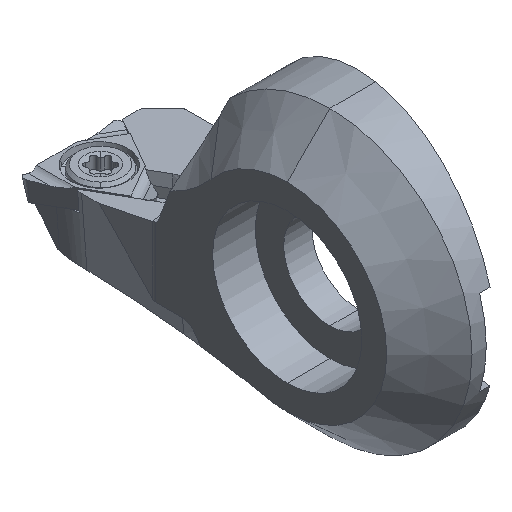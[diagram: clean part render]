
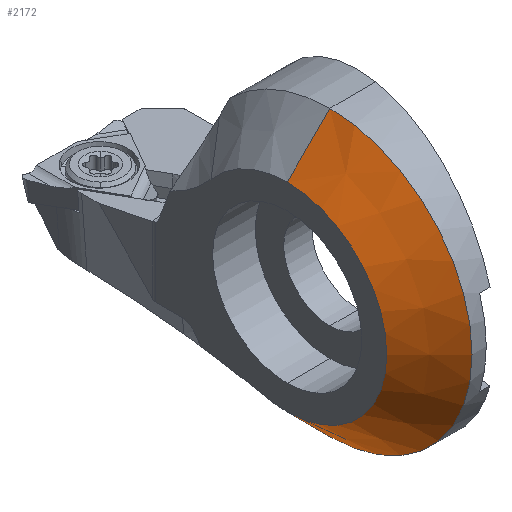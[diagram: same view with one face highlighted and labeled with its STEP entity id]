
A CAD part, isometric view. The second image highlights one B-rep face of the part: STEP entity #2172.
In plain terms, the highlighted conical face has half-angle 45 degrees and reference radius 10 mm.
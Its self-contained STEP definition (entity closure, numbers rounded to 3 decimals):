
#58 = AXIS2_PLACEMENT_3D ( 'NONE', #330, #973, #3806 ) ;
#95 = ORIENTED_EDGE ( 'NONE', *, *, #1943, .T. ) ;
#260 = CIRCLE ( 'NONE', #58, 10. ) ;
#271 = CIRCLE ( 'NONE', #2602, 7. ) ;
#330 = CARTESIAN_POINT ( 'NONE',  ( -2., 0., 0. ) ) ;
#387 = CONICAL_SURFACE ( 'NONE', #1490, 10., 0.785 ) ;
#425 = CARTESIAN_POINT ( 'NONE',  ( -2., 0., 0. ) ) ;
#433 = CARTESIAN_POINT ( 'NONE',  ( -5., 0., 7. ) ) ;
#467 = DIRECTION ( 'NONE',  ( 0., 0., -1. ) ) ;
#484 = EDGE_CURVE ( 'NONE', #1324, #1978, #720, .T. ) ;
#720 = LINE ( 'NONE', #3482, #3409 ) ;
#950 = ORIENTED_EDGE ( 'NONE', *, *, #484, .F. ) ;
#973 = DIRECTION ( 'NONE',  ( -1., 0., 0. ) ) ;
#1046 = VERTEX_POINT ( 'NONE', #3903 ) ;
#1235 = CARTESIAN_POINT ( 'NONE',  ( -2., 0., 10. ) ) ;
#1324 = VERTEX_POINT ( 'NONE', #433 ) ;
#1332 = DIRECTION ( 'NONE',  ( 1., 0., 0. ) ) ;
#1384 = CARTESIAN_POINT ( 'NONE',  ( -2., 0., -10. ) ) ;
#1490 = AXIS2_PLACEMENT_3D ( 'NONE', #425, #1332, #467 ) ;
#1573 = DIRECTION ( 'NONE',  ( -1., 0., 0. ) ) ;
#1762 = CARTESIAN_POINT ( 'NONE',  ( -2., 0., -10. ) ) ;
#1895 = DIRECTION ( 'NONE',  ( 0., 1., 0. ) ) ;
#1932 = VERTEX_POINT ( 'NONE', #1762 ) ;
#1943 = EDGE_CURVE ( 'NONE', #1932, #1978, #260, .T. ) ;
#1960 = FACE_OUTER_BOUND ( 'NONE', #2512, .T. ) ;
#1978 = VERTEX_POINT ( 'NONE', #1235 ) ;
#2052 = EDGE_CURVE ( 'NONE', #1046, #1324, #271, .T. ) ;
#2172 = ADVANCED_FACE ( 'NONE', ( #1960 ), #387, .T. ) ;
#2174 = CARTESIAN_POINT ( 'NONE',  ( -5., 0., 0. ) ) ;
#2268 = LINE ( 'NONE', #1384, #2955 ) ;
#2512 = EDGE_LOOP ( 'NONE', ( #950, #2801, #2515, #95 ) ) ;
#2515 = ORIENTED_EDGE ( 'NONE', *, *, #2635, .T. ) ;
#2602 = AXIS2_PLACEMENT_3D ( 'NONE', #2174, #1573, #1895 ) ;
#2635 = EDGE_CURVE ( 'NONE', #1046, #1932, #2268, .T. ) ;
#2801 = ORIENTED_EDGE ( 'NONE', *, *, #2052, .F. ) ;
#2955 = VECTOR ( 'NONE', #3836, 1000. ) ;
#3409 = VECTOR ( 'NONE', #3463, 1000. ) ;
#3463 = DIRECTION ( 'NONE',  ( 0.707, 0., 0.707 ) ) ;
#3482 = CARTESIAN_POINT ( 'NONE',  ( -2., 0., 10. ) ) ;
#3806 = DIRECTION ( 'NONE',  ( 0., 0.2, -0.98 ) ) ;
#3836 = DIRECTION ( 'NONE',  ( 0.707, 0., -0.707 ) ) ;
#3903 = CARTESIAN_POINT ( 'NONE',  ( -5., 0., -7. ) ) ;
